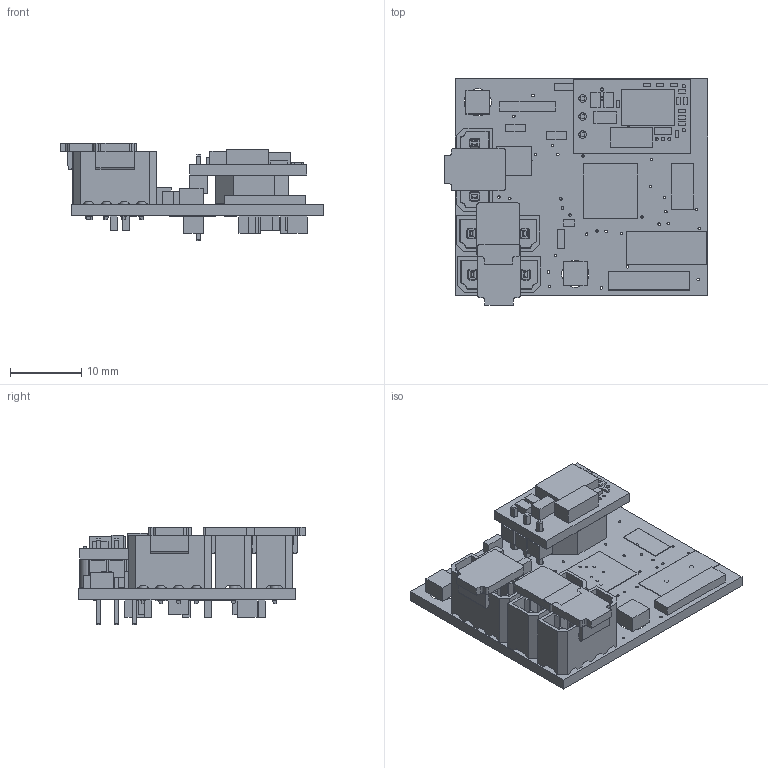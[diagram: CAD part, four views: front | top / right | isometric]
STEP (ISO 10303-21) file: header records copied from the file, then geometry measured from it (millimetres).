
FILE_DESCRIPTION(/* description */ (''),/* implementation_level */ '2;1');
FILE_NAME(/* name */ 'dc2b6a2e-39ac-4374-ae63-f43e786d0978.stp',/* time_stamp */ '2020-10-26T13:38:32+00:00',/* author */ (''),/* organization */ (''),/* preprocessor_version */ 'ST-DEVELOPER v18.1',/* originating_system */ 'Autodesk Translation Framework v9.3.0.1241',/* authorisation */ '');
FILE_SCHEMA (('AUTOMOTIVE_DESIGN { 1 0 10303 214 3 1 1 }'));
Length unit declared in the file: millimetre
Products named in the file (20): dc2b6a2e-39ac-4374-ae63-f43e786d0978; PCB Component; Board; 4.7uF; 0.1uF; 47uF; LED-0603; 1k; FE05-1; STM32F042K6T6; TCAN337D; ECS-80-S-4X; MURATA-DC-DC; ULN2003V12; DISCRETECOMPONENTS_SWITCH; 6-32-HOLE; PXC-PTSM-04-V-1778573; ptsm_0.5_pad; ptsm_0.5-4-hv-2.5-thr
Assembly tree (36 placements, depth 4):
  dc2b6a2e-39ac-4374-ae63-f43e786d0978
    PCB Component
      Board
      4.7uF  x7
      0.1uF
      47uF
      LED-0603  x3
      1k  x5
         x3
      FE05-1
      STM32F042K6T6
      TCAN337D
      ECS-80-S-4X
      MURATA-DC-DC
      ULN2003V12
      DISCRETECOMPONENTS_SWITCH
      6-32-HOLE  x2
      PXC-PTSM-04-V-1778573  x3
        ptsm_0.5_pad
        ptsm_0.5-4-hv-2.5-thr
Bounding box: 37.12 x 31.85 x 13.77 mm (x, y, z)
Volume: 2762.9 mm3; surface area: 7033.2 mm2
Topology: 35 solids, 62 shells, 1343 faces, 3774 edges, 2543 vertices
Faces by surface type: plane 1117, cylinder 172, cone 54
Full cylindrical faces by diameter (mm): 0.33 x4, 0.35 x45, 0.4 x1, 0.457 x6, 0.63 x2, 0.813 x5, 1.016 x3, 1.067 x3, 1.1 x12, 1.2 x12, 3.81 x2
Entity records: 27095 total; most frequent: CARTESIAN_POINT 5292, DIRECTION 4235, ORIENTED_EDGE 3860, EDGE_CURVE 2218, LINE 1703, VECTOR 1703, VERTEX_POINT 1531, AXIS2_PLACEMENT_3D 1266
